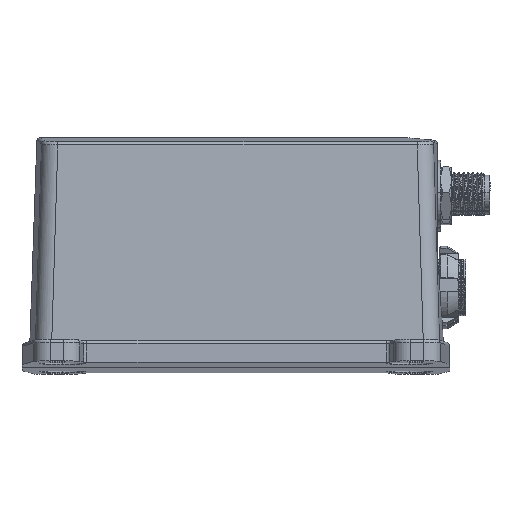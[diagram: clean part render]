
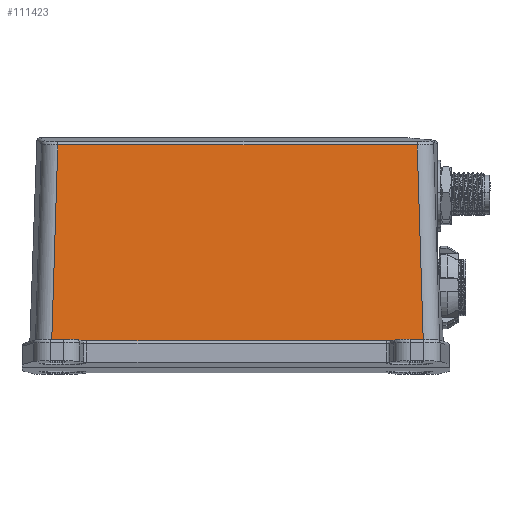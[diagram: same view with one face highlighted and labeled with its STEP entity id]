
A CAD part, top view. The second image highlights one B-rep face of the part: STEP entity #111423.
In plain terms, the highlighted face is planar.
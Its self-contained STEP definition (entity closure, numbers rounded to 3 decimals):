
#804 = DIRECTION ( 'NONE',  ( -0.035, 0.031, -0.999 ) ) ;
#20488 = CARTESIAN_POINT ( 'NONE',  ( -17.367, -29.859, -4.443 ) ) ;
#27090 = LINE ( 'NONE', #193700, #249318 ) ;
#29071 = CARTESIAN_POINT ( 'NONE',  ( -16.277, 3.045, 26.769 ) ) ;
#31662 = FACE_OUTER_BOUND ( 'NONE', #75139, .T. ) ;
#34639 = EDGE_CURVE ( 'NONE', #137856, #169227, #27090, .T. ) ;
#42086 = ORIENTED_EDGE ( 'NONE', *, *, #83313, .T. ) ;
#45033 = VERTEX_POINT ( 'NONE', #61383 ) ;
#53245 = CARTESIAN_POINT ( 'NONE',  ( -17.367, 26.69, -4.443 ) ) ;
#60837 = DIRECTION ( 'NONE',  ( 0.035, 0.031, 0.999 ) ) ;
#61383 = CARTESIAN_POINT ( 'NONE',  ( -17.367, -29.859, -4.443 ) ) ;
#71620 = CARTESIAN_POINT ( 'NONE',  ( -16.277, 25.731, 26.769 ) ) ;
#74689 = CARTESIAN_POINT ( 'NONE',  ( -16.159, 3.045, 30.16 ) ) ;
#75139 = EDGE_LOOP ( 'NONE', ( #105780, #42086, #151130, #98669 ) ) ;
#83313 = EDGE_CURVE ( 'NONE', #169227, #45033, #166821, .T. ) ;
#95621 = DIRECTION ( 'NONE',  ( 0., 1., 0. ) ) ;
#96873 = PLANE ( 'NONE',  #254109 ) ;
#98669 = ORIENTED_EDGE ( 'NONE', *, *, #250267, .T. ) ;
#105780 = ORIENTED_EDGE ( 'NONE', *, *, #34639, .T. ) ;
#110013 = VECTOR ( 'NONE', #95621, 1000. ) ;
#111423 = ADVANCED_FACE ( 'NONE', ( #31662 ), #96873, .T. ) ;
#118258 = VERTEX_POINT ( 'NONE', #238494 ) ;
#118845 = VECTOR ( 'NONE', #207035, 1000. ) ;
#126095 = LINE ( 'NONE', #20488, #225167 ) ;
#126626 = CARTESIAN_POINT ( 'NONE',  ( -17.367, 3.045, -4.443 ) ) ;
#134653 = LINE ( 'NONE', #29071, #110013 ) ;
#137856 = VERTEX_POINT ( 'NONE', #71620 ) ;
#151130 = ORIENTED_EDGE ( 'NONE', *, *, #216455, .T. ) ;
#158032 = DIRECTION ( 'NONE',  ( 0.035, 0., 0.999 ) ) ;
#166821 = LINE ( 'NONE', #126626, #118845 ) ;
#169227 = VERTEX_POINT ( 'NONE', #53245 ) ;
#193700 = CARTESIAN_POINT ( 'NONE',  ( -16.277, 25.731, 26.769 ) ) ;
#207035 = DIRECTION ( 'NONE',  ( 0., -1., 0. ) ) ;
#216455 = EDGE_CURVE ( 'NONE', #45033, #118258, #126095, .T. ) ;
#224572 = DIRECTION ( 'NONE',  ( -0.999, 0., 0.035 ) ) ;
#225167 = VECTOR ( 'NONE', #60837, 1000. ) ;
#238494 = CARTESIAN_POINT ( 'NONE',  ( -16.277, -28.901, 26.769 ) ) ;
#249318 = VECTOR ( 'NONE', #804, 1000. ) ;
#250267 = EDGE_CURVE ( 'NONE', #118258, #137856, #134653, .T. ) ;
#254109 = AXIS2_PLACEMENT_3D ( 'NONE', #74689, #224572, #158032 ) ;
